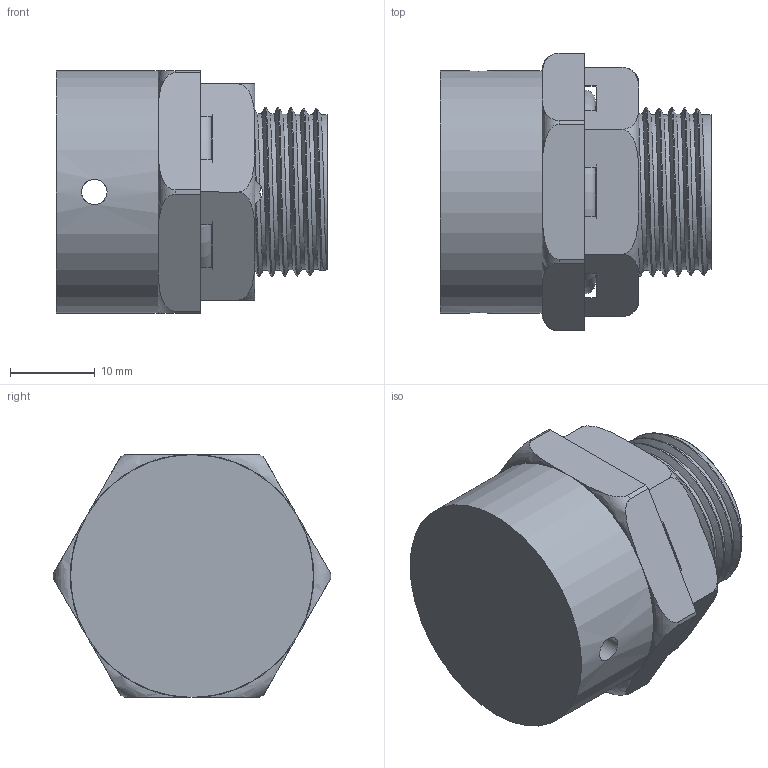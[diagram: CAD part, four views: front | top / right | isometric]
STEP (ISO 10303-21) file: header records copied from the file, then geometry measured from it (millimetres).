
FILE_DESCRIPTION(/* description */ ('EE-Stutzen NPT 1/2"'),/* implementation_level */ '2;1');
FILE_NAME(/* name */ '73000013-RST.stp',/* time_stamp */ '2020-04-15T11:46:24+02:00',/* author */ ('sl'),/* organization */ (''),/* preprocessor_version */ 'ST-DEVELOPER v16.5',/* originating_system */ 'Autodesk Inventor 2017',/* authorisation */ '');
FILE_SCHEMA (('AUTOMOTIVE_DESIGN { 1 0 10303 214 3 1 1 }'));
Length unit declared in the file: millimetre
Products named in the file (5): 73000013; EE-Stutzen-10-BT-1004-73000013; 73000013_1; 73000013_2; 73000013_3
Assembly tree (4 placements, depth 2):
  73000013
    EE-Stutzen-10-BT-1004-73000013
    73000013_1
    73000013_2
    73000013_3
Bounding box: 32 x 32.7 x 28.58 mm (x, y, z)
Volume: 14183.8 mm3; surface area: 8172.1 mm2
Topology: 4 solids, 4 shells, 99 faces, 280 edges, 182 vertices
Faces by surface type: plane 35, cylinder 23, bspline 22, cone 10, torus 9
Full cylindrical faces by diameter (mm): 3 x5, 5 x1, 13.3 x2, 28.58 x1
Entity records: 7413 total; most frequent: CARTESIAN_POINT 5077, ORIENTED_EDGE 492, DIRECTION 381, EDGE_CURVE 246, VERTEX_POINT 167, AXIS2_PLACEMENT_3D 155, EDGE_LOOP 121, B_SPLINE_CURVE_WITH_KNOTS 104
